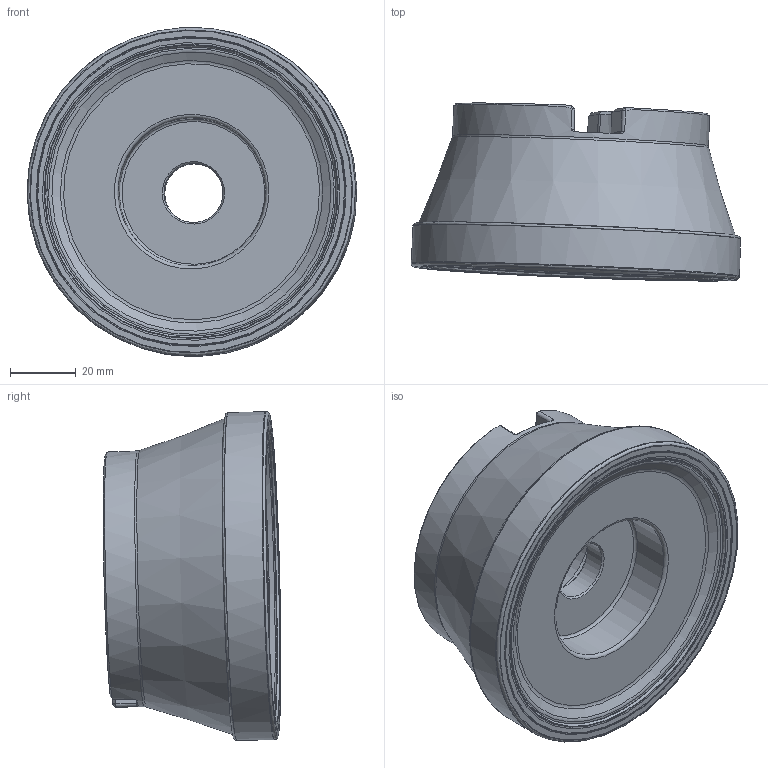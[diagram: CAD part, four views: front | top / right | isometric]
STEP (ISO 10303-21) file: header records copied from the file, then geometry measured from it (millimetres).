
FILE_DESCRIPTION(/* description */ (''),/* implementation_level */ '2;1');
FILE_NAME(/* name */ 'ax_step_export_TOP_PART.stp',/* time_stamp */ '2021-08-09T08:16:13+02:00',/* author */ (''),/* organization */ (''),/* preprocessor_version */ 'ST-DEVELOPER v16.7',/* originating_system */ 'SIEMENS PLM Software NX 12.0',/* authorisation */ '');
FILE_SCHEMA (('AUTOMOTIVE_DESIGN { 1 0 10303 214 3 1 1 1 }'));
Length unit declared in the file: millimetre
Products named in the file (4): CUT; NOCUT; ASSEMBLY_CONSTRUCTION; TOP_PART
Assembly tree (3 placements, depth 2):
  TOP_PART
    ASSEMBLY_CONSTRUCTION
    NOCUT
    CUT
Bounding box: 100.3 x 54.13 x 100.17 mm (x, y, z)
Volume: 257049 mm3; surface area: 41016 mm2
Topology: 2 solids, 2 shells, 104 faces, 303 edges, 256 vertices
Faces by surface type: revolution 25, cylinder 24, plane 20, cone 18, torus 17
Full cylindrical faces by diameter (mm): 18 x1, 32.008 x1, 32.2 x1, 45.1 x1, 78 x1, 97 x1
Entity records: 4134 total; most frequent: CARTESIAN_POINT 1543, DIRECTION 469, ORIENTED_EDGE 358, AXIS2_PLACEMENT_3D 195, EDGE_CURVE 179, EDGE_LOOP 158, VERTEX_POINT 129, FACE_BOUND 108
